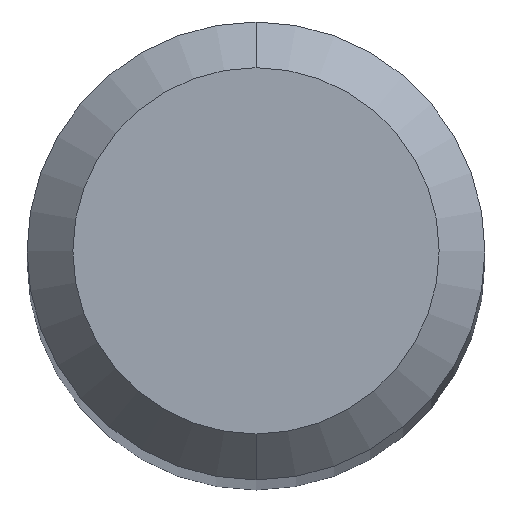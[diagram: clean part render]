
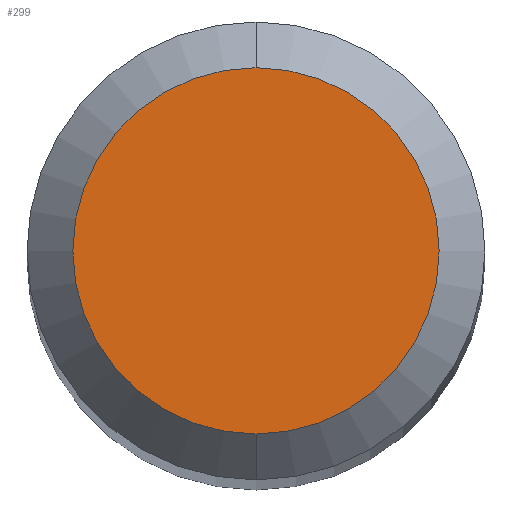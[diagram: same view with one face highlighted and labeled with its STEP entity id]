
A CAD part, top view. The second image highlights one B-rep face of the part: STEP entity #299.
In plain terms, the highlighted planar face has unit normal (0, 0, 1).
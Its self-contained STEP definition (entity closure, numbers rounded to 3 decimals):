
#211=VERTEX_POINT('',#507);
#263=EDGE_CURVE('',#211,#409,#567,.T.);
#269=EDGE_CURVE('',#409,#211,#573,.T.);
#299=ADVANCED_FACE('',(#607),#608,.T.);
#409=VERTEX_POINT('',#727);
#507=CARTESIAN_POINT('',(0.,-1.2,0.0));
#567=CIRCLE('',#1004,1.2);
#573=CIRCLE('',#1021,1.2);
#607=FACE_OUTER_BOUND('',#1062,.T.);
#608=PLANE('',#1063);
#727=CARTESIAN_POINT('',(0.0,1.2,0.0));
#1004=AXIS2_PLACEMENT_3D('',#1534,#1535,#1536);
#1021=AXIS2_PLACEMENT_3D('',#1537,#1538,#1539);
#1062=EDGE_LOOP('',(#1579,#1580));
#1063=AXIS2_PLACEMENT_3D('',#1581,#1582,#1583);
#1534=CARTESIAN_POINT('',(0.0,0.0,0.0));
#1535=DIRECTION('',(0.0,0.0,-1.0));
#1536=DIRECTION('',(0.0,1.0,0.0));
#1537=CARTESIAN_POINT('',(0.0,0.0,0.0));
#1538=DIRECTION('',(0.0,0.0,-1.0));
#1539=DIRECTION('',(0.0,1.0,0.0));
#1579=ORIENTED_EDGE('',*,*,#269,.F.);
#1580=ORIENTED_EDGE('',*,*,#263,.F.);
#1581=CARTESIAN_POINT('',(0.0,0.6,0.0));
#1582=DIRECTION('',(-0.0,0.0,1.0));
#1583=DIRECTION('',(0.0,-1.0,0.0));
